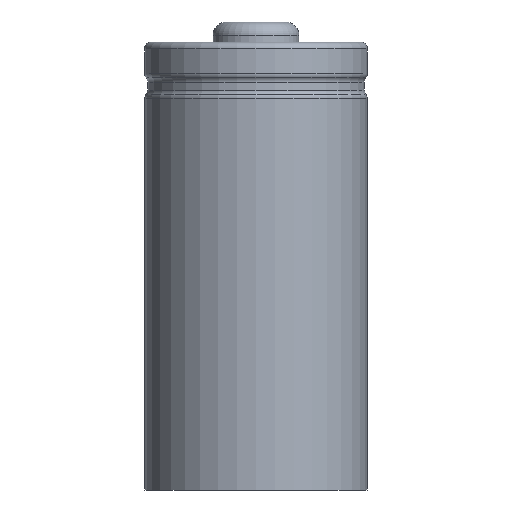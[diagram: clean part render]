
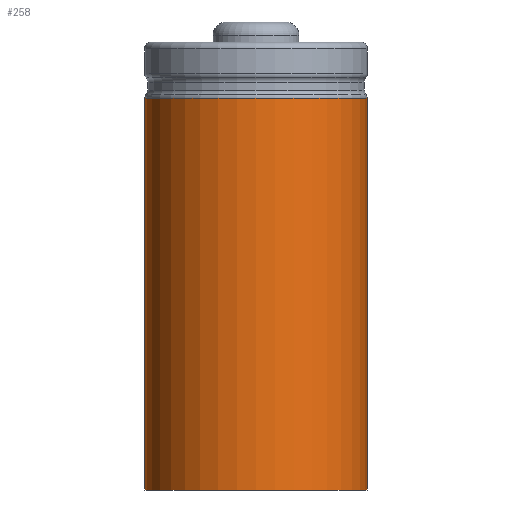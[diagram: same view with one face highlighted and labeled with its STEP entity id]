
A CAD part, front view. The second image highlights one B-rep face of the part: STEP entity #258.
In plain terms, the highlighted cylindrical face has radius 8.25 mm (diameter 16.5 mm), a full revolution.
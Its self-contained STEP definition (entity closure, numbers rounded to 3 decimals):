
#25=LINE('',#475,#31);
#31=VECTOR('',#397,8.25);
#37=CYLINDRICAL_SURFACE('',#312,8.25);
#51=FACE_OUTER_BOUND('',#69,.T.);
#69=EDGE_LOOP('',(#206,#207,#208,#209,#210));
#97=CIRCLE('',#309,8.25);
#98=CIRCLE('',#310,8.25);
#100=CIRCLE('',#313,8.25);
#119=VERTEX_POINT('',#468);
#120=VERTEX_POINT('',#469);
#121=VERTEX_POINT('',#474);
#148=EDGE_CURVE('',#119,#120,#97,.T.);
#149=EDGE_CURVE('',#120,#119,#98,.T.);
#151=EDGE_CURVE('',#120,#121,#25,.T.);
#152=EDGE_CURVE('',#121,#121,#100,.T.);
#206=ORIENTED_EDGE('',*,*,#148,.F.);
#207=ORIENTED_EDGE('',*,*,#149,.F.);
#208=ORIENTED_EDGE('',*,*,#151,.T.);
#209=ORIENTED_EDGE('',*,*,#152,.T.);
#210=ORIENTED_EDGE('',*,*,#151,.F.);
#258=ADVANCED_FACE('',(#51),#37,.T.);
#309=AXIS2_PLACEMENT_3D('',#470,#389,#390);
#310=AXIS2_PLACEMENT_3D('',#471,#391,#392);
#312=AXIS2_PLACEMENT_3D('',#473,#395,#396);
#313=AXIS2_PLACEMENT_3D('',#476,#398,#399);
#389=DIRECTION('center_axis',(0.,0.,1.));
#390=DIRECTION('ref_axis',(-1.,0.,0.));
#391=DIRECTION('center_axis',(0.,0.,1.));
#392=DIRECTION('ref_axis',(-1.,0.,0.));
#395=DIRECTION('center_axis',(0.,0.,1.));
#396=DIRECTION('ref_axis',(1.,0.,0.));
#397=DIRECTION('',(0.,0.,-1.));
#398=DIRECTION('center_axis',(0.,0.,1.));
#399=DIRECTION('ref_axis',(1.,0.,0.));
#468=CARTESIAN_POINT('',(8.25,0.,29.1));
#469=CARTESIAN_POINT('',(-8.25,0.,29.1));
#470=CARTESIAN_POINT('Origin',(0.,0.,29.1));
#471=CARTESIAN_POINT('Origin',(0.,0.,29.1));
#473=CARTESIAN_POINT('Origin',(0.,0.,0.));
#474=CARTESIAN_POINT('',(-8.25,0.,0.));
#475=CARTESIAN_POINT('',(-8.25,0.,0.));
#476=CARTESIAN_POINT('Origin',(0.,0.,0.));
